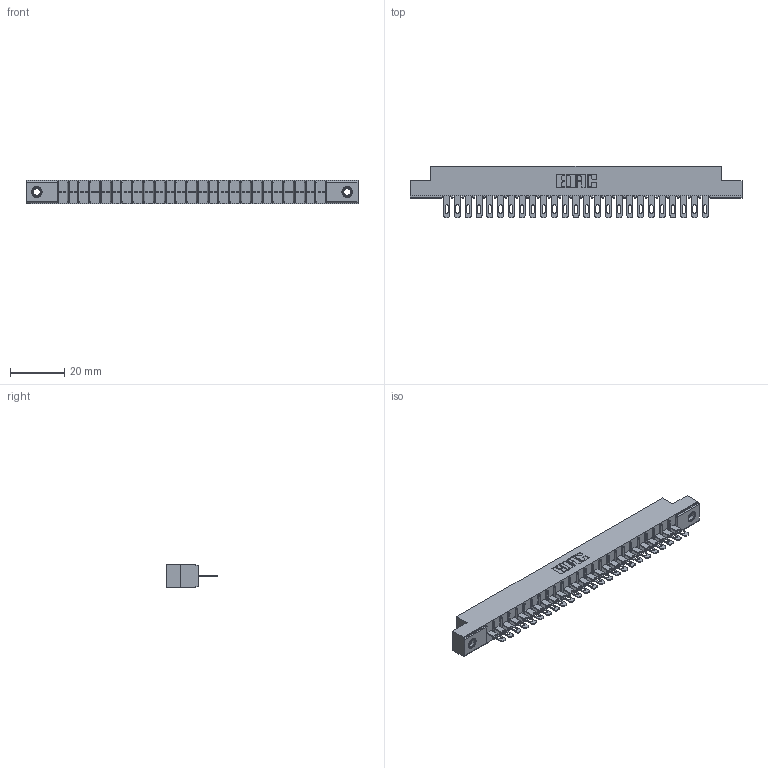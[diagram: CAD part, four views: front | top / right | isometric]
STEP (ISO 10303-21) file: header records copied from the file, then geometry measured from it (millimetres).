
FILE_DESCRIPTION (( 'STEP AP203' ), '1' );
FILE_NAME ('306-025-500-107.STEP', '2019-09-11T21:26:00', ( '' ), ( '' ), 'SwSTEP 2.0', 'SolidWorks 2016', '' );
FILE_SCHEMA (( 'CONFIG_CONTROL_DESIGN' ));
Length unit declared in the file: inch
Products named in the file (4): 306 Part_.156 Dia; 306-025-500-107; 306-290-001_100; 345-250-001_345-250-005-103
Assembly tree (28 placements, depth 2):
  306-025-500-107
    306 Part_.156 Dia
    306-290-001_100  x25
    345-250-001_345-250-005-103  x2
Bounding box: 122.07 x 18.87 x 8.71 mm (x, y, z)
Volume: 8424.9 mm3; surface area: 12997.2 mm2
Topology: 28 solids, 28 shells, 2076 faces, 5827 edges, 3742 vertices
Faces by surface type: plane 1350, cylinder 610, sphere 100, cone 12, torus 4
Entity records: 26865 total; most frequent: CARTESIAN_POINT 4489, ORIENTED_EDGE 4442, DIRECTION 4437, EDGE_CURVE 2221, LINE 1725, VECTOR 1725, VERTEX_POINT 1408, AXIS2_PLACEMENT_3D 1356
